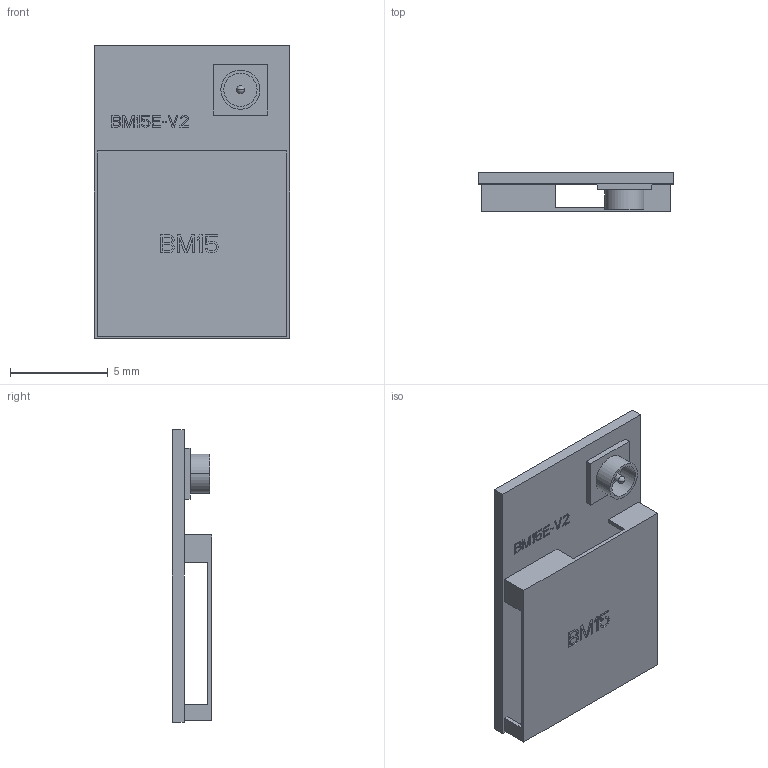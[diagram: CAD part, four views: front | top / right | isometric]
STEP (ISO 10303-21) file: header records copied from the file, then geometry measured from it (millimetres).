
FILE_DESCRIPTION((''),'2;1');
FILE_NAME('BM15E-V2_ASM','2024-09-19T15:37:02',('Administrator'),(''),'CREO PARAMETRIC BY PTC INC, 2021404','CREO PARAMETRIC BY PTC INC, 2021404','');
FILE_SCHEMA(('CONFIG_CONTROL_DESIGN','SHAPE_APPEARANCE_LAYERS_GROUPS'));
Length unit declared in the file: millimetre
Products named in the file (3): BM15; BM15E-V2; BM15E-V2_ASM
Assembly tree (2 placements, depth 2):
  BM15E-V2_ASM
    BM15
    BM15E-V2
Bounding box: 10 x 2 x 15 mm (x, y, z)
Volume: 114.2 mm3; surface area: 568.1 mm2
Topology: 2 solids, 2 shells, 312 faces, 865 edges, 575 vertices
Faces by surface type: plane 304, cylinder 6, sphere 2
Entity records: 10214 total; most frequent: CARTESIAN_POINT 1755, ORIENTED_EDGE 1726, DIRECTION 1511, EDGE_CURVE 863, VECTOR 849, LINE 849, VERTEX_POINT 575, EDGE_LOOP 332
